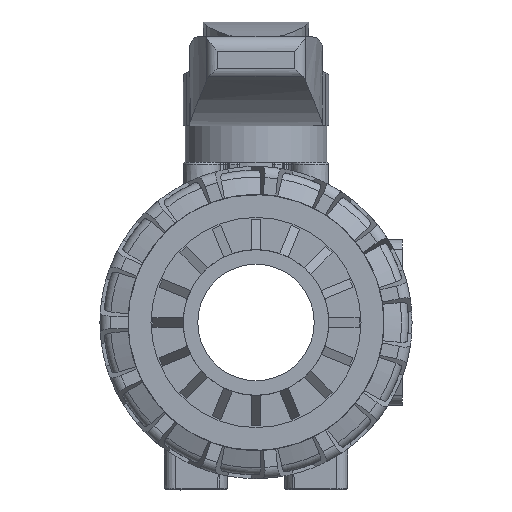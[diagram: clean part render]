
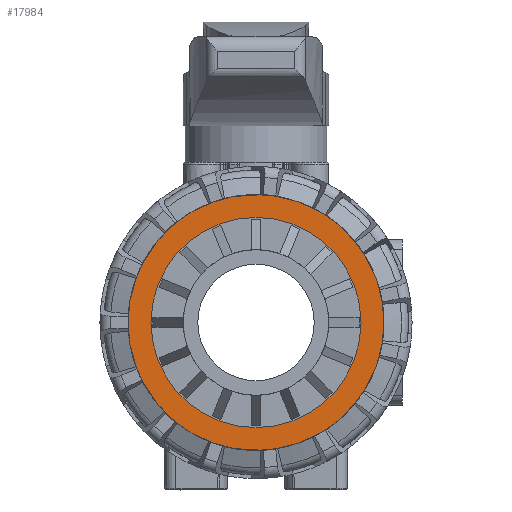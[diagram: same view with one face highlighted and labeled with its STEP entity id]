
A CAD part, left-side view. The second image highlights one B-rep face of the part: STEP entity #17984.
In plain terms, the highlighted face is planar.
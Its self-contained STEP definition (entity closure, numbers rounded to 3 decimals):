
#2882=FACE_BOUND($,#6413,.T.);
#2883=FACE_BOUND($,#6414,.T.);
#3809=CIRCLE($,#20062,28.85);
#3825=CIRCLE($,#20108,35.15);
#4180=PLANE($,#20142);
#6413=EDGE_LOOP($,(#16040));
#6414=EDGE_LOOP($,(#16041));
#8343=VERTEX_POINT($,#50342);
#8352=VERTEX_POINT($,#50434);
#10901=EDGE_CURVE($,#8343,#8343,#3809,.T.);
#10948=EDGE_CURVE($,#8352,#8352,#3825,.T.);
#16040=ORIENTED_EDGE($,*,*,#10901,.T.);
#16041=ORIENTED_EDGE($,*,*,#10948,.T.);
#17984=ADVANCED_FACE($,(#2882,#2883),#4180,.T.);
#20062=AXIS2_PLACEMENT_3D($,#50343,#25027,#25028);
#20108=AXIS2_PLACEMENT_3D($,#50435,#25135,#25136);
#20142=AXIS2_PLACEMENT_3D($,#50474,#25205,#25206);
#25027=DIRECTION('center_axis',(0.,0.,-1.));
#25028=DIRECTION('ref_axis',(-1.,0.,0.));
#25135=DIRECTION('center_axis',(0.,0.,1.));
#25136=DIRECTION('ref_axis',(1.,0.,0.));
#25205=DIRECTION('center_axis',(0.,0.,1.));
#25206=DIRECTION('ref_axis',(1.,0.,0.));
#50342=CARTESIAN_POINT('',(28.85,0.,36.7));
#50343=CARTESIAN_POINT('Origin',(0.,0.,36.7));
#50434=CARTESIAN_POINT('',(0.,-35.15,36.7));
#50435=CARTESIAN_POINT('Origin',(0.,0.,36.7));
#50474=CARTESIAN_POINT('Origin',(0.,0.,36.7));
